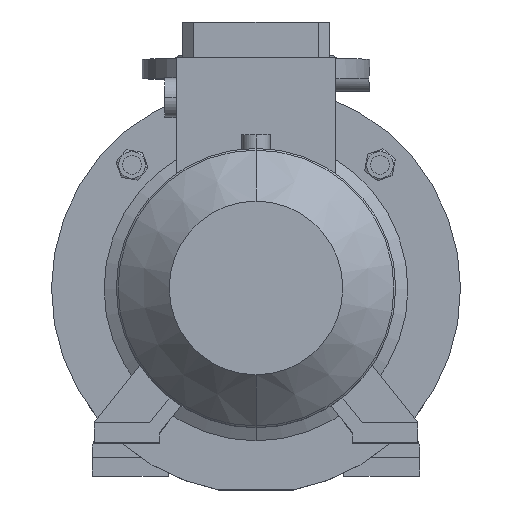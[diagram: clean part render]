
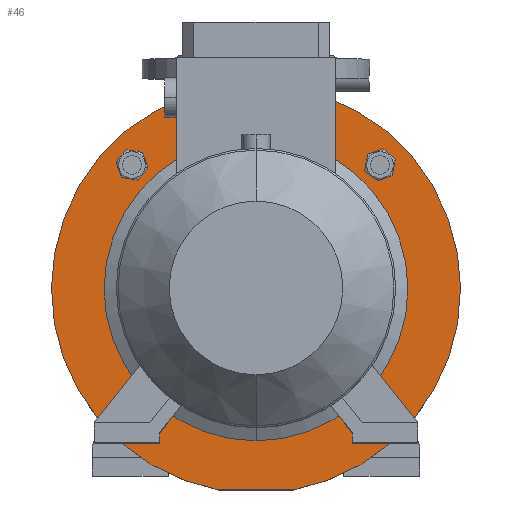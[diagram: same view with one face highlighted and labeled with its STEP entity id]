
A CAD part, top view. The second image highlights one B-rep face of the part: STEP entity #46.
In plain terms, the highlighted planar face has unit normal (0, 0, 1).
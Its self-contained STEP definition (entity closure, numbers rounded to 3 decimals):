
#46 = ADVANCED_FACE ( 'NONE', ( #23463, #11828, #5709, #48653, #22103, #24113 ), #12412, .T. ) ;
#95 = CIRCLE ( 'NONE', #11818, 130. ) ;
#498 = DIRECTION ( 'NONE',  ( 0., -1., 0. ) ) ;
#735 = EDGE_CURVE ( 'NONE', #37236, #7649, #36225, .T. ) ;
#1603 = EDGE_LOOP ( 'NONE', ( #30123, #23702 ) ) ;
#1787 = EDGE_CURVE ( 'NONE', #15273, #46747, #27872, .T. ) ;
#2144 = AXIS2_PLACEMENT_3D ( 'NONE', #56238, #42951, #34540 ) ;
#2722 = CARTESIAN_POINT ( 'NONE',  ( 94.839, -104.086, 221. ) ) ;
#3273 = CARTESIAN_POINT ( 'NONE',  ( -108.046, -117.293, 221. ) ) ;
#3275 = CARTESIAN_POINT ( 'NONE',  ( 32.265, -172., 221. ) ) ;
#3404 = DIRECTION ( 'NONE',  ( 0., -1., 0. ) ) ;
#4082 = CARTESIAN_POINT ( 'NONE',  ( 0., 175., 221. ) ) ;
#5047 = CARTESIAN_POINT ( 'NONE',  ( 106.066, 106.066, 221. ) ) ;
#5176 = AXIS2_PLACEMENT_3D ( 'NONE', #19676, #7806, #25395 ) ;
#5709 = FACE_BOUND ( 'NONE', #40518, .T. ) ;
#5947 = DIRECTION ( 'NONE',  ( 1., 0., 0. ) ) ;
#7649 = VERTEX_POINT ( 'NONE', #24133 ) ;
#7806 = DIRECTION ( 'NONE',  ( 0., 0., -1. ) ) ;
#8409 = VERTEX_POINT ( 'NONE', #9312 ) ;
#8713 = CARTESIAN_POINT ( 'NONE',  ( 106.066, -106.066, 221. ) ) ;
#8823 = DIRECTION ( 'NONE',  ( 0., -1., 0. ) ) ;
#9312 = CARTESIAN_POINT ( 'NONE',  ( -117.293, 108.046, 221. ) ) ;
#9509 = DIRECTION ( 'NONE',  ( 0., 0., 1. ) ) ;
#9671 = EDGE_CURVE ( 'NONE', #33456, #50055, #13022, .T. ) ;
#11818 = AXIS2_PLACEMENT_3D ( 'NONE', #52651, #13869, #26581 ) ;
#11828 = FACE_BOUND ( 'NONE', #1603, .T. ) ;
#11868 = CARTESIAN_POINT ( 'NONE',  ( 0., 0., 221. ) ) ;
#12036 = CARTESIAN_POINT ( 'NONE',  ( -94.839, 104.086, 221. ) ) ;
#12412 = PLANE ( 'NONE',  #26053 ) ;
#13022 = CIRCLE ( 'NONE', #45962, 11.4 ) ;
#13869 = DIRECTION ( 'NONE',  ( 0., 0., -1. ) ) ;
#14718 = CARTESIAN_POINT ( 'NONE',  ( 0., 175., 221. ) ) ;
#14800 = ORIENTED_EDGE ( 'NONE', *, *, #34682, .F. ) ;
#15273 = VERTEX_POINT ( 'NONE', #18978 ) ;
#15605 = CIRCLE ( 'NONE', #26248, 11.4 ) ;
#15987 = VERTEX_POINT ( 'NONE', #12036 ) ;
#16785 = CARTESIAN_POINT ( 'NONE',  ( -106.066, -106.066, 221. ) ) ;
#16829 = DIRECTION ( 'NONE',  ( 0., 0., 1. ) ) ;
#17084 = DIRECTION ( 'NONE',  ( 0., 1., 0. ) ) ;
#17353 = VERTEX_POINT ( 'NONE', #3275 ) ;
#17614 = VECTOR ( 'NONE', #5947, 1000. ) ;
#17669 = DIRECTION ( 'NONE',  ( 0., 0., 1. ) ) ;
#18034 = AXIS2_PLACEMENT_3D ( 'NONE', #5047, #27176, #22978 ) ;
#18875 = CARTESIAN_POINT ( 'NONE',  ( -32.265, -172., 221. ) ) ;
#18979 = ORIENTED_EDGE ( 'NONE', *, *, #29612, .T. ) ;
#18978 = CARTESIAN_POINT ( 'NONE',  ( -104.086, -94.839, 221. ) ) ;
#19290 = ORIENTED_EDGE ( 'NONE', *, *, #735, .T. ) ;
#19676 = CARTESIAN_POINT ( 'NONE',  ( 0., 0., 221. ) ) ;
#20283 = CARTESIAN_POINT ( 'NONE',  ( 104.086, 94.839, 221. ) ) ;
#21048 = EDGE_LOOP ( 'NONE', ( #19290, #46215 ) ) ;
#22103 = FACE_OUTER_BOUND ( 'NONE', #51375, .T. ) ;
#22978 = DIRECTION ( 'NONE',  ( 0., -1., 0. ) ) ;
#23062 = AXIS2_PLACEMENT_3D ( 'NONE', #25469, #30031, #34756 ) ;
#23463 = FACE_BOUND ( 'NONE', #21048, .T. ) ;
#23585 = DIRECTION ( 'NONE',  ( 0., -1., 0. ) ) ;
#23702 = ORIENTED_EDGE ( 'NONE', *, *, #40540, .T. ) ;
#24113 = FACE_BOUND ( 'NONE', #47706, .T. ) ;
#24133 = CARTESIAN_POINT ( 'NONE',  ( 108.046, 117.293, 221. ) ) ;
#25058 = DIRECTION ( 'NONE',  ( 0., 0., -1. ) ) ;
#25395 = DIRECTION ( 'NONE',  ( 0., 1., 0. ) ) ;
#25469 = CARTESIAN_POINT ( 'NONE',  ( -106.066, -106.066, 221. ) ) ;
#26053 = AXIS2_PLACEMENT_3D ( 'NONE', #14718, #9509, #40214 ) ;
#26248 = AXIS2_PLACEMENT_3D ( 'NONE', #56250, #17669, #8823 ) ;
#26581 = DIRECTION ( 'NONE',  ( 0., 1., 0. ) ) ;
#26634 = DIRECTION ( 'NONE',  ( 0., 0., -1. ) ) ;
#26742 = VERTEX_POINT ( 'NONE', #18875 ) ;
#26808 = ORIENTED_EDGE ( 'NONE', *, *, #1787, .T. ) ;
#27079 = ORIENTED_EDGE ( 'NONE', *, *, #54753, .F. ) ;
#27176 = DIRECTION ( 'NONE',  ( 0., 0., -1. ) ) ;
#27523 = CIRCLE ( 'NONE', #23062, 11.4 ) ;
#27864 = CIRCLE ( 'NONE', #46777, 11.4 ) ;
#27872 = CIRCLE ( 'NONE', #42524, 11.4 ) ;
#29612 = EDGE_CURVE ( 'NONE', #38440, #33991, #29927, .T. ) ;
#29927 = CIRCLE ( 'NONE', #2144, 130. ) ;
#30022 = EDGE_CURVE ( 'NONE', #26742, #17353, #35974, .T. ) ;
#30031 = DIRECTION ( 'NONE',  ( 0., 0., -1. ) ) ;
#30123 = ORIENTED_EDGE ( 'NONE', *, *, #9671, .T. ) ;
#30655 = AXIS2_PLACEMENT_3D ( 'NONE', #31965, #36130, #23585 ) ;
#31314 = AXIS2_PLACEMENT_3D ( 'NONE', #38261, #16829, #3404 ) ;
#31965 = CARTESIAN_POINT ( 'NONE',  ( 106.066, 106.066, 221. ) ) ;
#33456 = VERTEX_POINT ( 'NONE', #2722 ) ;
#33797 = CIRCLE ( 'NONE', #30655, 11.4 ) ;
#33991 = VERTEX_POINT ( 'NONE', #37710 ) ;
#34488 = CIRCLE ( 'NONE', #31314, 11.4 ) ;
#34540 = DIRECTION ( 'NONE',  ( 0., 1., 0. ) ) ;
#34682 = EDGE_CURVE ( 'NONE', #42921, #17353, #39683, .T. ) ;
#34756 = DIRECTION ( 'NONE',  ( 0., -1., 0. ) ) ;
#35561 = CARTESIAN_POINT ( 'NONE',  ( 117.293, -108.046, 221. ) ) ;
#35974 = LINE ( 'NONE', #54462, #17614 ) ;
#36130 = DIRECTION ( 'NONE',  ( 0., 0., -1. ) ) ;
#36225 = CIRCLE ( 'NONE', #18034, 11.4 ) ;
#36606 = EDGE_LOOP ( 'NONE', ( #55657, #39549 ) ) ;
#37236 = VERTEX_POINT ( 'NONE', #20283 ) ;
#37710 = CARTESIAN_POINT ( 'NONE',  ( 0., -130., 221. ) ) ;
#38261 = CARTESIAN_POINT ( 'NONE',  ( -106.066, 106.066, 221. ) ) ;
#38399 = ORIENTED_EDGE ( 'NONE', *, *, #56208, .T. ) ;
#38440 = VERTEX_POINT ( 'NONE', #56423 ) ;
#38654 = DIRECTION ( 'NONE',  ( 0., 0., -1. ) ) ;
#39549 = ORIENTED_EDGE ( 'NONE', *, *, #52768, .F. ) ;
#39683 = CIRCLE ( 'NONE', #50910, 175. ) ;
#39743 = CARTESIAN_POINT ( 'NONE',  ( 106.066, -106.066, 221. ) ) ;
#40214 = DIRECTION ( 'NONE',  ( 0., -1., 0. ) ) ;
#40518 = EDGE_LOOP ( 'NONE', ( #26808, #53124 ) ) ;
#40540 = EDGE_CURVE ( 'NONE', #50055, #33456, #27864, .T. ) ;
#41331 = EDGE_CURVE ( 'NONE', #15987, #8409, #34488, .T. ) ;
#42524 = AXIS2_PLACEMENT_3D ( 'NONE', #16785, #26634, #498 ) ;
#42921 = VERTEX_POINT ( 'NONE', #4082 ) ;
#42951 = DIRECTION ( 'NONE',  ( 0., 0., -1. ) ) ;
#43623 = DIRECTION ( 'NONE',  ( 0., -1., 0. ) ) ;
#44133 = DIRECTION ( 'NONE',  ( 0., 0., -1. ) ) ;
#45962 = AXIS2_PLACEMENT_3D ( 'NONE', #8713, #38654, #43623 ) ;
#46215 = ORIENTED_EDGE ( 'NONE', *, *, #53351, .T. ) ;
#46747 = VERTEX_POINT ( 'NONE', #3273 ) ;
#46777 = AXIS2_PLACEMENT_3D ( 'NONE', #39743, #44133, #48518 ) ;
#47706 = EDGE_LOOP ( 'NONE', ( #18979, #38399 ) ) ;
#48518 = DIRECTION ( 'NONE',  ( 0., -1., 0. ) ) ;
#48653 = FACE_BOUND ( 'NONE', #36606, .T. ) ;
#50055 = VERTEX_POINT ( 'NONE', #35561 ) ;
#50910 = AXIS2_PLACEMENT_3D ( 'NONE', #11868, #25058, #17084 ) ;
#51375 = EDGE_LOOP ( 'NONE', ( #52700, #14800, #27079 ) ) ;
#52651 = CARTESIAN_POINT ( 'NONE',  ( 0., 0., 221. ) ) ;
#52700 = ORIENTED_EDGE ( 'NONE', *, *, #30022, .T. ) ;
#52768 = EDGE_CURVE ( 'NONE', #8409, #15987, #15605, .T. ) ;
#53124 = ORIENTED_EDGE ( 'NONE', *, *, #54344, .T. ) ;
#53351 = EDGE_CURVE ( 'NONE', #7649, #37236, #33797, .T. ) ;
#53917 = CIRCLE ( 'NONE', #5176, 175. ) ;
#54344 = EDGE_CURVE ( 'NONE', #46747, #15273, #27523, .T. ) ;
#54462 = CARTESIAN_POINT ( 'NONE',  ( -175., -172., 221. ) ) ;
#54753 = EDGE_CURVE ( 'NONE', #26742, #42921, #53917, .T. ) ;
#55657 = ORIENTED_EDGE ( 'NONE', *, *, #41331, .F. ) ;
#56208 = EDGE_CURVE ( 'NONE', #33991, #38440, #95, .T. ) ;
#56238 = CARTESIAN_POINT ( 'NONE',  ( 0., 0., 221. ) ) ;
#56250 = CARTESIAN_POINT ( 'NONE',  ( -106.066, 106.066, 221. ) ) ;
#56423 = CARTESIAN_POINT ( 'NONE',  ( 0., 130., 221. ) ) ;
